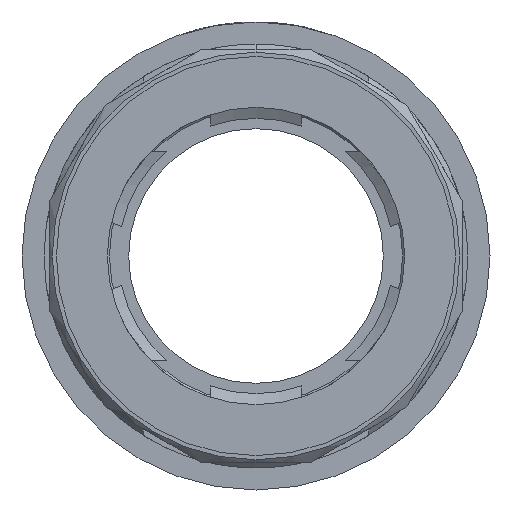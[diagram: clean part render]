
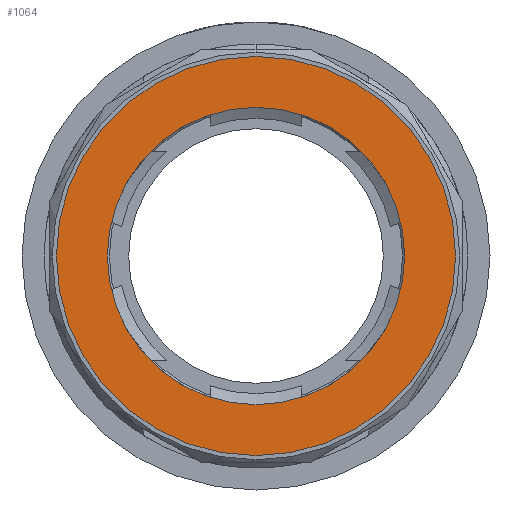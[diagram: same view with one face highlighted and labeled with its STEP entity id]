
A CAD part, front view. The second image highlights one B-rep face of the part: STEP entity #1064.
In plain terms, the highlighted planar face has unit normal (0, -1, 0).
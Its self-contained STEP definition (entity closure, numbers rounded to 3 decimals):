
#349 = EDGE_CURVE ( 'NONE', #350, #351, #5568, .T. ) ;
#350 = VERTEX_POINT ( 'NONE', #5559 ) ;
#351 = VERTEX_POINT ( 'NONE', #5558 ) ;
#407 = EDGE_CURVE ( 'NONE', #408, #409, #5645, .T. ) ;
#408 = VERTEX_POINT ( 'NONE', #5700 ) ;
#409 = VERTEX_POINT ( 'NONE', #5699 ) ;
#412 = EDGE_CURVE ( 'NONE', #409, #408, #5697, .T. ) ;
#1061 = EDGE_CURVE ( 'NONE', #351, #350, #6935, .T. ) ;
#1064 = ADVANCED_FACE ( 'NONE', ( #6936, #6930 ), #6929, .F. ) ;
#1065 = EDGE_LOOP ( 'NONE', ( #1066, #1067 ) ) ;
#1066 = ORIENTED_EDGE ( 'NONE', *, *, #349, .F. ) ;
#1067 = ORIENTED_EDGE ( 'NONE', *, *, #1061, .F. ) ;
#1068 = EDGE_LOOP ( 'NONE', ( #1069, #1070 ) ) ;
#1069 = ORIENTED_EDGE ( 'NONE', *, *, #412, .T. ) ;
#1070 = ORIENTED_EDGE ( 'NONE', *, *, #407, .T. ) ;
#5558 = CARTESIAN_POINT ( 'NONE',  ( 14.5, 0., 0. ) ) ;
#5559 = CARTESIAN_POINT ( 'NONE',  ( -14.5, 0., 0. ) ) ;
#5560 = DIRECTION ( 'NONE',  ( -1., 0., 0. ) ) ;
#5561 = DIRECTION ( 'NONE',  ( 0., 1., 0. ) ) ;
#5562 = CARTESIAN_POINT ( 'NONE',  ( 0., 0., 0. ) ) ;
#5563 = AXIS2_PLACEMENT_3D ( 'NONE', #5562, #5561, #5560 ) ;
#5568 = CIRCLE ( 'NONE', #5563, 14.5 ) ;
#5645 = CIRCLE ( 'NONE', #5704, 10.8 ) ;
#5693 = DIRECTION ( 'NONE',  ( -1., 0., 0. ) ) ;
#5694 = DIRECTION ( 'NONE',  ( 0., 1., 0. ) ) ;
#5695 = CARTESIAN_POINT ( 'NONE',  ( 0., 0., 0. ) ) ;
#5696 = AXIS2_PLACEMENT_3D ( 'NONE', #5695, #5694, #5693 ) ;
#5697 = CIRCLE ( 'NONE', #5696, 10.8 ) ;
#5699 = CARTESIAN_POINT ( 'NONE',  ( -10.8, 0., 0. ) ) ;
#5700 = CARTESIAN_POINT ( 'NONE',  ( 10.8, 0., 0. ) ) ;
#5701 = DIRECTION ( 'NONE',  ( -1., 0., 0. ) ) ;
#5702 = DIRECTION ( 'NONE',  ( 0., 1., 0. ) ) ;
#5703 = CARTESIAN_POINT ( 'NONE',  ( 0., 0., 0. ) ) ;
#5704 = AXIS2_PLACEMENT_3D ( 'NONE', #5703, #5702, #5701 ) ;
#6925 = DIRECTION ( 'NONE',  ( -1., 0., 0. ) ) ;
#6926 = DIRECTION ( 'NONE',  ( 0., 1., 0. ) ) ;
#6927 = CARTESIAN_POINT ( 'NONE',  ( 14.5, 0., 0. ) ) ;
#6928 = AXIS2_PLACEMENT_3D ( 'NONE', #6927, #6926, #6925 ) ;
#6929 = PLANE ( 'NONE',  #6928 ) ;
#6930 = FACE_BOUND ( 'NONE', #1068, .T. ) ;
#6931 = DIRECTION ( 'NONE',  ( -1., 0., 0. ) ) ;
#6932 = DIRECTION ( 'NONE',  ( 0., 1., 0. ) ) ;
#6933 = CARTESIAN_POINT ( 'NONE',  ( 0., 0., 0. ) ) ;
#6934 = AXIS2_PLACEMENT_3D ( 'NONE', #6933, #6932, #6931 ) ;
#6935 = CIRCLE ( 'NONE', #6934, 14.5 ) ;
#6936 = FACE_OUTER_BOUND ( 'NONE', #1065, .T. ) ;
